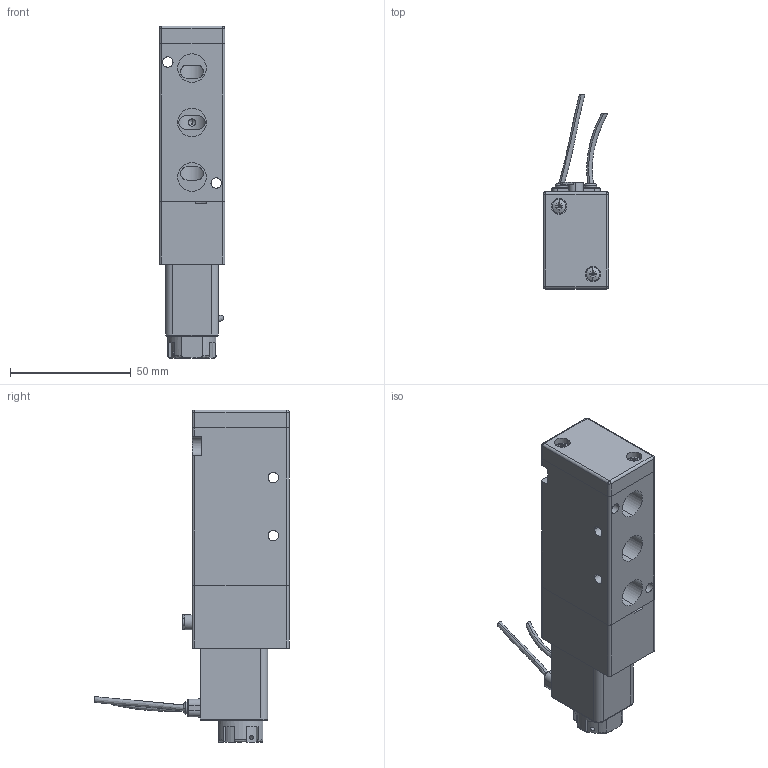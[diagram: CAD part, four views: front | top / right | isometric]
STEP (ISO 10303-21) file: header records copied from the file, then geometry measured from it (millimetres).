
FILE_DESCRIPTION (( 'STEP AP203' ), '1' );
FILE_NAME ('J4V310-08-G.step', '2016-11-04T16:38:50', ( '' ), ( '' ), 'SwSTEP 2.0', 'SolidWorks 2016', '' );
FILE_SCHEMA (( 'CONFIG_CONTROL_DESIGN' ));
Length unit declared in the file: millimetre
Products named in the file (1): J4V310-08-G
Bounding box: 27 x 80.21 x 137.2 mm (x, y, z)
Volume: 103424.5 mm3; surface area: 38365.5 mm2
Topology: 13 solids, 13 shells, 1063 faces, 2693 edges, 1690 vertices
Faces by surface type: plane 545, cylinder 264, cone 222, bspline 32
Entity records: 34051 total; most frequent: CARTESIAN_POINT 8339, ORIENTED_EDGE 5350, DIRECTION 5327, EDGE_CURVE 2675, AXIS2_PLACEMENT_3D 1783, LINE 1761, VECTOR 1761, VERTEX_POINT 1690
